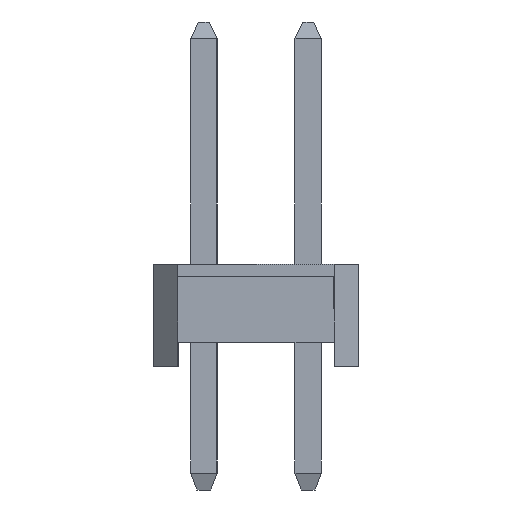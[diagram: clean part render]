
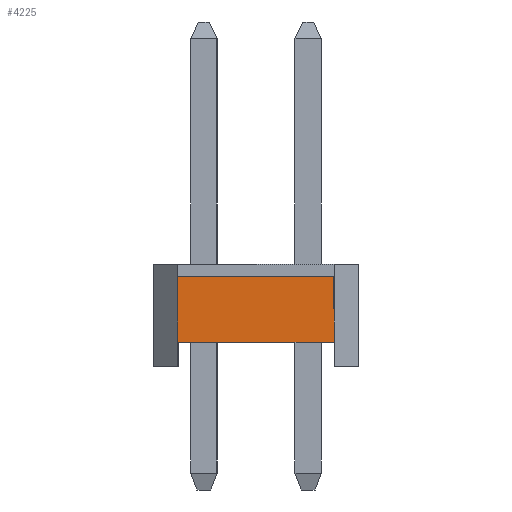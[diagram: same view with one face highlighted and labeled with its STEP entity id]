
A CAD part, left-side view. The second image highlights one B-rep face of the part: STEP entity #4225.
In plain terms, the highlighted planar face has unit normal (-1, 0, 0).
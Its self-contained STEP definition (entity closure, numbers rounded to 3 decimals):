
#812 = VECTOR ( 'NONE', #21710, 1000. ) ;
#1425 = ORIENTED_EDGE ( 'NONE', *, *, #16763, .F. ) ;
#1901 = AXIS2_PLACEMENT_3D ( 'NONE', #20575, #25075, #16374 ) ;
#2890 = PLANE ( 'NONE',  #1901 ) ;
#3599 = CARTESIAN_POINT ( 'NONE',  ( -1.27, -1.9, 0.6 ) ) ;
#3962 = VECTOR ( 'NONE', #18679, 1000. ) ;
#4225 = ADVANCED_FACE ( 'NONE', ( #6017 ), #2890, .F. ) ;
#4284 = CARTESIAN_POINT ( 'NONE',  ( -1.27, -1.9, 2.5 ) ) ;
#4641 = LINE ( 'NONE', #8577, #812 ) ;
#4861 = VECTOR ( 'NONE', #20345, 1000. ) ;
#5920 = VECTOR ( 'NONE', #13434, 1000. ) ;
#6017 = FACE_OUTER_BOUND ( 'NONE', #10759, .T. ) ;
#7239 = VERTEX_POINT ( 'NONE', #23639 ) ;
#8577 = CARTESIAN_POINT ( 'NONE',  ( -1.27, 1.9, 2.5 ) ) ;
#8870 = ORIENTED_EDGE ( 'NONE', *, *, #9612, .F. ) ;
#9383 = VERTEX_POINT ( 'NONE', #27905 ) ;
#9612 = EDGE_CURVE ( 'NONE', #9383, #7239, #11844, .T. ) ;
#10496 = ORIENTED_EDGE ( 'NONE', *, *, #22432, .T. ) ;
#10759 = EDGE_LOOP ( 'NONE', ( #1425, #8870, #10496, #11307 ) ) ;
#11128 = VERTEX_POINT ( 'NONE', #16247 ) ;
#11208 = CARTESIAN_POINT ( 'NONE',  ( -1.27, -1.9, 2.2 ) ) ;
#11307 = ORIENTED_EDGE ( 'NONE', *, *, #25306, .T. ) ;
#11844 = LINE ( 'NONE', #11208, #5920 ) ;
#13434 = DIRECTION ( 'NONE',  ( 0., -1., 0. ) ) ;
#13832 = VERTEX_POINT ( 'NONE', #3599 ) ;
#16247 = CARTESIAN_POINT ( 'NONE',  ( -1.27, 1.9, 0.6 ) ) ;
#16374 = DIRECTION ( 'NONE',  ( 0., 0., -1. ) ) ;
#16763 = EDGE_CURVE ( 'NONE', #7239, #13832, #26465, .T. ) ;
#18679 = DIRECTION ( 'NONE',  ( 0., -1., 0. ) ) ;
#20345 = DIRECTION ( 'NONE',  ( 0., 0., -1. ) ) ;
#20575 = CARTESIAN_POINT ( 'NONE',  ( -1.27, 1.9, 2.5 ) ) ;
#21710 = DIRECTION ( 'NONE',  ( 0., 0., -1. ) ) ;
#22432 = EDGE_CURVE ( 'NONE', #9383, #11128, #4641, .T. ) ;
#22753 = LINE ( 'NONE', #27154, #3962 ) ;
#23639 = CARTESIAN_POINT ( 'NONE',  ( -1.27, -1.9, 2.2 ) ) ;
#25075 = DIRECTION ( 'NONE',  ( 1., 0., 0. ) ) ;
#25306 = EDGE_CURVE ( 'NONE', #11128, #13832, #22753, .T. ) ;
#26465 = LINE ( 'NONE', #4284, #4861 ) ;
#27154 = CARTESIAN_POINT ( 'NONE',  ( -1.27, 1.9, 0.6 ) ) ;
#27905 = CARTESIAN_POINT ( 'NONE',  ( -1.27, 1.9, 2.2 ) ) ;
